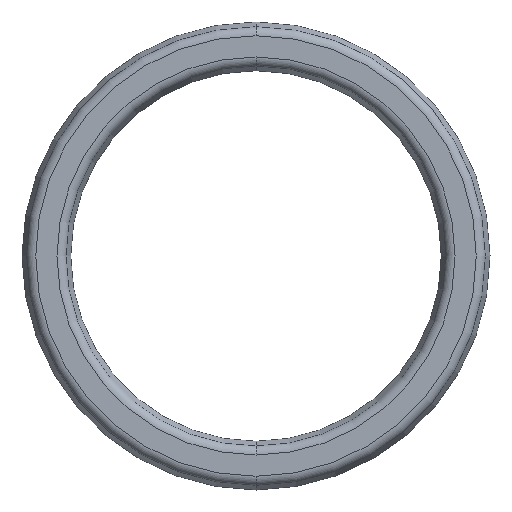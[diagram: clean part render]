
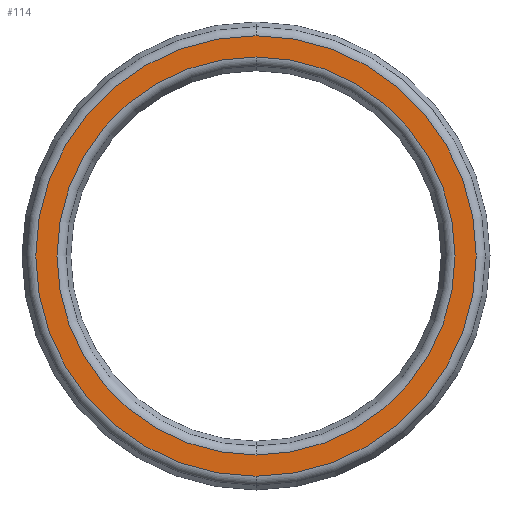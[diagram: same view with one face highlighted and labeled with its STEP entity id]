
A CAD part, front view. The second image highlights one B-rep face of the part: STEP entity #114.
In plain terms, the highlighted planar face has unit normal (0, -1, 0).
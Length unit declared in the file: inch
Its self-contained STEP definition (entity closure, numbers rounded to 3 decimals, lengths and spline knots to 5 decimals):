
#18 = AXIS2_PLACEMENT_3D ( 'NONE', #495, #207, #48 ) ;
#29 = CARTESIAN_POINT ( 'NONE',  ( 1.344, -0.25, 0. ) ) ;
#42 = AXIS2_PLACEMENT_3D ( 'NONE', #209, #255, #450 ) ;
#48 = DIRECTION ( 'NONE',  ( 0., 0., -1. ) ) ;
#114 = ADVANCED_FACE ( 'NONE', ( #349, #303 ), #618, .T. ) ;
#125 = CARTESIAN_POINT ( 'NONE',  ( 1.344, -0.25, -1.41201 ) ) ;
#131 = DIRECTION ( 'NONE',  ( 0., 0., -1. ) ) ;
#140 = ORIENTED_EDGE ( 'NONE', *, *, #325, .T. ) ;
#171 = DIRECTION ( 'NONE',  ( 0., 0., -1. ) ) ;
#181 = AXIS2_PLACEMENT_3D ( 'NONE', #345, #211, #171 ) ;
#183 = CARTESIAN_POINT ( 'NONE',  ( 1.344, -0.25, 0. ) ) ;
#207 = DIRECTION ( 'NONE',  ( 0., -1., 0. ) ) ;
#209 = CARTESIAN_POINT ( 'NONE',  ( -0.10938, -0.25, 0. ) ) ;
#211 = DIRECTION ( 'NONE',  ( 0., -1., 0. ) ) ;
#255 = DIRECTION ( 'NONE',  ( 0., -1., 0. ) ) ;
#256 = EDGE_LOOP ( 'NONE', ( #140, #340 ) ) ;
#277 = CIRCLE ( 'NONE', #18, 1.41201 ) ;
#279 = EDGE_LOOP ( 'NONE', ( #395, #557 ) ) ;
#297 = CIRCLE ( 'NONE', #378, 1.27599 ) ;
#301 = VERTEX_POINT ( 'NONE', #651 ) ;
#303 = FACE_BOUND ( 'NONE', #279, .T. ) ;
#317 = DIRECTION ( 'NONE',  ( 0., 0., -1. ) ) ;
#325 = EDGE_CURVE ( 'NONE', #584, #301, #277, .T. ) ;
#340 = ORIENTED_EDGE ( 'NONE', *, *, #396, .T. ) ;
#345 = CARTESIAN_POINT ( 'NONE',  ( 1.344, -0.25, 0. ) ) ;
#349 = FACE_OUTER_BOUND ( 'NONE', #256, .T. ) ;
#350 = CIRCLE ( 'NONE', #432, 1.27599 ) ;
#378 = AXIS2_PLACEMENT_3D ( 'NONE', #183, #629, #317 ) ;
#379 = CIRCLE ( 'NONE', #181, 1.41201 ) ;
#395 = ORIENTED_EDGE ( 'NONE', *, *, #576, .T. ) ;
#396 = EDGE_CURVE ( 'NONE', #301, #584, #379, .T. ) ;
#432 = AXIS2_PLACEMENT_3D ( 'NONE', #29, #528, #131 ) ;
#450 = DIRECTION ( 'NONE',  ( 0., 0., -1. ) ) ;
#456 = VERTEX_POINT ( 'NONE', #611 ) ;
#494 = VERTEX_POINT ( 'NONE', #569 ) ;
#495 = CARTESIAN_POINT ( 'NONE',  ( 1.344, -0.25, 0. ) ) ;
#528 = DIRECTION ( 'NONE',  ( 0., 1., 0. ) ) ;
#557 = ORIENTED_EDGE ( 'NONE', *, *, #636, .T. ) ;
#569 = CARTESIAN_POINT ( 'NONE',  ( 1.344, -0.25, 1.27599 ) ) ;
#576 = EDGE_CURVE ( 'NONE', #456, #494, #297, .T. ) ;
#584 = VERTEX_POINT ( 'NONE', #125 ) ;
#611 = CARTESIAN_POINT ( 'NONE',  ( 1.344, -0.25, -1.27599 ) ) ;
#618 = PLANE ( 'NONE',  #42 ) ;
#629 = DIRECTION ( 'NONE',  ( 0., 1., 0. ) ) ;
#636 = EDGE_CURVE ( 'NONE', #494, #456, #350, .T. ) ;
#651 = CARTESIAN_POINT ( 'NONE',  ( 1.344, -0.25, 1.41201 ) ) ;
